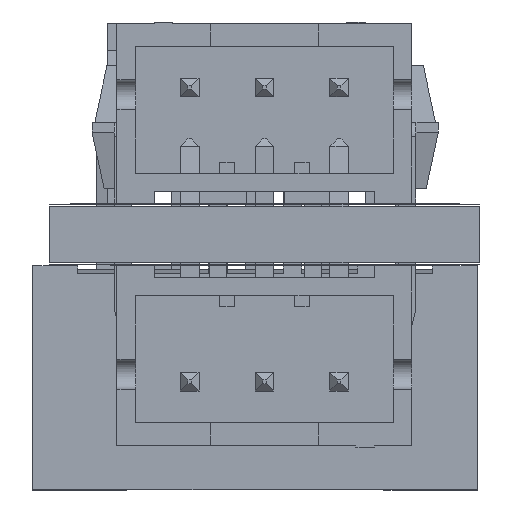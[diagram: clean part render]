
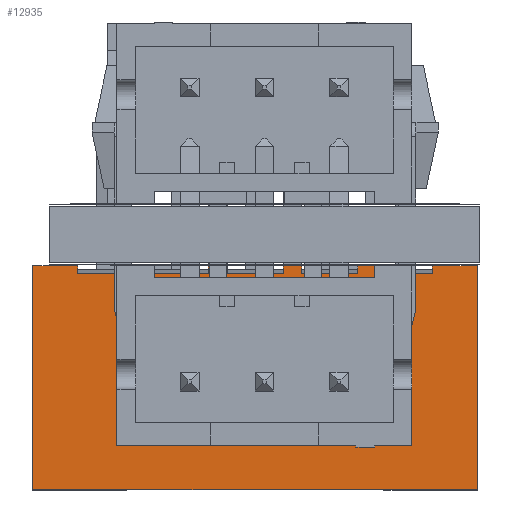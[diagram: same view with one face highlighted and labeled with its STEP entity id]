
A CAD part, front view. The second image highlights one B-rep face of the part: STEP entity #12935.
In plain terms, the highlighted planar face has unit normal (0, -1, 0).
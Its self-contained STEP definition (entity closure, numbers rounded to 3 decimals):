
#12836 = VERTEX_POINT('',#12837);
#12837 = CARTESIAN_POINT('',(9.95,-2.8,0.));
#12854 = VERTEX_POINT('',#12855);
#12855 = CARTESIAN_POINT('',(8.75,-2.8,0.));
#12861 = EDGE_CURVE('',#12854,#12836,#12862,.T.);
#12862 = LINE('',#12863,#12864);
#12863 = CARTESIAN_POINT('',(-1.95,-2.8,0.));
#12864 = VECTOR('',#12865,1.);
#12865 = DIRECTION('',(1.,0.,0.));
#12876 = EDGE_CURVE('',#12836,#12877,#12879,.T.);
#12877 = VERTEX_POINT('',#12878);
#12878 = CARTESIAN_POINT('',(9.95,-2.8,6.));
#12879 = LINE('',#12880,#12881);
#12880 = CARTESIAN_POINT('',(9.95,-2.8,0.));
#12881 = VECTOR('',#12882,1.);
#12882 = DIRECTION('',(0.,0.,1.));
#12935 = ADVANCED_FACE('',(#12936),#13114,.F.);
#12936 = FACE_BOUND('',#12937,.F.);
#12937 = EDGE_LOOP('',(#12938,#12948,#12956,#12962,#12963,#12964,#12972,
    #12980,#12988,#12996,#13004,#13012,#13020,#13028,#13036,#13044,
    #13052,#13060,#13068,#13076,#13084,#13092,#13100,#13108));
#12938 = ORIENTED_EDGE('',*,*,#12939,.F.);
#12939 = EDGE_CURVE('',#12940,#12942,#12944,.T.);
#12940 = VERTEX_POINT('',#12941);
#12941 = CARTESIAN_POINT('',(-1.95,-2.8,0.));
#12942 = VERTEX_POINT('',#12943);
#12943 = CARTESIAN_POINT('',(-0.75,-2.8,0.));
#12944 = LINE('',#12945,#12946);
#12945 = CARTESIAN_POINT('',(-1.95,-2.8,0.));
#12946 = VECTOR('',#12947,1.);
#12947 = DIRECTION('',(1.,0.,0.));
#12948 = ORIENTED_EDGE('',*,*,#12949,.T.);
#12949 = EDGE_CURVE('',#12940,#12950,#12952,.T.);
#12950 = VERTEX_POINT('',#12951);
#12951 = CARTESIAN_POINT('',(-1.95,-2.8,6.));
#12952 = LINE('',#12953,#12954);
#12953 = CARTESIAN_POINT('',(-1.95,-2.8,0.));
#12954 = VECTOR('',#12955,1.);
#12955 = DIRECTION('',(0.,0.,1.));
#12956 = ORIENTED_EDGE('',*,*,#12957,.T.);
#12957 = EDGE_CURVE('',#12950,#12877,#12958,.T.);
#12958 = LINE('',#12959,#12960);
#12959 = CARTESIAN_POINT('',(-1.95,-2.8,6.));
#12960 = VECTOR('',#12961,1.);
#12961 = DIRECTION('',(1.,0.,0.));
#12962 = ORIENTED_EDGE('',*,*,#12876,.F.);
#12963 = ORIENTED_EDGE('',*,*,#12861,.F.);
#12964 = ORIENTED_EDGE('',*,*,#12965,.F.);
#12965 = EDGE_CURVE('',#12966,#12854,#12968,.T.);
#12966 = VERTEX_POINT('',#12967);
#12967 = CARTESIAN_POINT('',(8.75,-2.8,0.2));
#12968 = LINE('',#12969,#12970);
#12969 = CARTESIAN_POINT('',(8.75,-2.8,0.2));
#12970 = VECTOR('',#12971,1.);
#12971 = DIRECTION('',(-0.,0.,-1.));
#12972 = ORIENTED_EDGE('',*,*,#12973,.T.);
#12973 = EDGE_CURVE('',#12966,#12974,#12976,.T.);
#12974 = VERTEX_POINT('',#12975);
#12975 = CARTESIAN_POINT('',(7.25,-2.8,0.2));
#12976 = LINE('',#12977,#12978);
#12977 = CARTESIAN_POINT('',(8.75,-2.8,0.2));
#12978 = VECTOR('',#12979,1.);
#12979 = DIRECTION('',(-1.,0.,0.));
#12980 = ORIENTED_EDGE('',*,*,#12981,.T.);
#12981 = EDGE_CURVE('',#12974,#12982,#12984,.T.);
#12982 = VERTEX_POINT('',#12983);
#12983 = CARTESIAN_POINT('',(7.25,-2.8,0.));
#12984 = LINE('',#12985,#12986);
#12985 = CARTESIAN_POINT('',(7.25,-2.8,0.2));
#12986 = VECTOR('',#12987,1.);
#12987 = DIRECTION('',(-0.,0.,-1.));
#12988 = ORIENTED_EDGE('',*,*,#12989,.F.);
#12989 = EDGE_CURVE('',#12990,#12982,#12992,.T.);
#12990 = VERTEX_POINT('',#12991);
#12991 = CARTESIAN_POINT('',(6.75,-2.8,0.));
#12992 = LINE('',#12993,#12994);
#12993 = CARTESIAN_POINT('',(-1.95,-2.8,0.));
#12994 = VECTOR('',#12995,1.);
#12995 = DIRECTION('',(1.,0.,0.));
#12996 = ORIENTED_EDGE('',*,*,#12997,.F.);
#12997 = EDGE_CURVE('',#12998,#12990,#13000,.T.);
#12998 = VERTEX_POINT('',#12999);
#12999 = CARTESIAN_POINT('',(6.75,-2.8,0.2));
#13000 = LINE('',#13001,#13002);
#13001 = CARTESIAN_POINT('',(6.75,-2.8,0.2));
#13002 = VECTOR('',#13003,1.);
#13003 = DIRECTION('',(-0.,0.,-1.));
#13004 = ORIENTED_EDGE('',*,*,#13005,.T.);
#13005 = EDGE_CURVE('',#12998,#13006,#13008,.T.);
#13006 = VERTEX_POINT('',#13007);
#13007 = CARTESIAN_POINT('',(5.25,-2.8,0.2));
#13008 = LINE('',#13009,#13010);
#13009 = CARTESIAN_POINT('',(6.75,-2.8,0.2));
#13010 = VECTOR('',#13011,1.);
#13011 = DIRECTION('',(-1.,0.,0.));
#13012 = ORIENTED_EDGE('',*,*,#13013,.T.);
#13013 = EDGE_CURVE('',#13006,#13014,#13016,.T.);
#13014 = VERTEX_POINT('',#13015);
#13015 = CARTESIAN_POINT('',(5.25,-2.8,0.));
#13016 = LINE('',#13017,#13018);
#13017 = CARTESIAN_POINT('',(5.25,-2.8,0.2));
#13018 = VECTOR('',#13019,1.);
#13019 = DIRECTION('',(-0.,0.,-1.));
#13020 = ORIENTED_EDGE('',*,*,#13021,.F.);
#13021 = EDGE_CURVE('',#13022,#13014,#13024,.T.);
#13022 = VERTEX_POINT('',#13023);
#13023 = CARTESIAN_POINT('',(4.75,-2.8,0.));
#13024 = LINE('',#13025,#13026);
#13025 = CARTESIAN_POINT('',(-1.95,-2.8,0.));
#13026 = VECTOR('',#13027,1.);
#13027 = DIRECTION('',(1.,0.,0.));
#13028 = ORIENTED_EDGE('',*,*,#13029,.F.);
#13029 = EDGE_CURVE('',#13030,#13022,#13032,.T.);
#13030 = VERTEX_POINT('',#13031);
#13031 = CARTESIAN_POINT('',(4.75,-2.8,0.2));
#13032 = LINE('',#13033,#13034);
#13033 = CARTESIAN_POINT('',(4.75,-2.8,0.2));
#13034 = VECTOR('',#13035,1.);
#13035 = DIRECTION('',(-0.,0.,-1.));
#13036 = ORIENTED_EDGE('',*,*,#13037,.T.);
#13037 = EDGE_CURVE('',#13030,#13038,#13040,.T.);
#13038 = VERTEX_POINT('',#13039);
#13039 = CARTESIAN_POINT('',(3.25,-2.8,0.2));
#13040 = LINE('',#13041,#13042);
#13041 = CARTESIAN_POINT('',(4.75,-2.8,0.2));
#13042 = VECTOR('',#13043,1.);
#13043 = DIRECTION('',(-1.,0.,0.));
#13044 = ORIENTED_EDGE('',*,*,#13045,.T.);
#13045 = EDGE_CURVE('',#13038,#13046,#13048,.T.);
#13046 = VERTEX_POINT('',#13047);
#13047 = CARTESIAN_POINT('',(3.25,-2.8,0.));
#13048 = LINE('',#13049,#13050);
#13049 = CARTESIAN_POINT('',(3.25,-2.8,0.2));
#13050 = VECTOR('',#13051,1.);
#13051 = DIRECTION('',(-0.,0.,-1.));
#13052 = ORIENTED_EDGE('',*,*,#13053,.F.);
#13053 = EDGE_CURVE('',#13054,#13046,#13056,.T.);
#13054 = VERTEX_POINT('',#13055);
#13055 = CARTESIAN_POINT('',(2.75,-2.8,0.));
#13056 = LINE('',#13057,#13058);
#13057 = CARTESIAN_POINT('',(-1.95,-2.8,0.));
#13058 = VECTOR('',#13059,1.);
#13059 = DIRECTION('',(1.,0.,0.));
#13060 = ORIENTED_EDGE('',*,*,#13061,.F.);
#13061 = EDGE_CURVE('',#13062,#13054,#13064,.T.);
#13062 = VERTEX_POINT('',#13063);
#13063 = CARTESIAN_POINT('',(2.75,-2.8,0.2));
#13064 = LINE('',#13065,#13066);
#13065 = CARTESIAN_POINT('',(2.75,-2.8,0.2));
#13066 = VECTOR('',#13067,1.);
#13067 = DIRECTION('',(-0.,0.,-1.));
#13068 = ORIENTED_EDGE('',*,*,#13069,.T.);
#13069 = EDGE_CURVE('',#13062,#13070,#13072,.T.);
#13070 = VERTEX_POINT('',#13071);
#13071 = CARTESIAN_POINT('',(1.25,-2.8,0.2));
#13072 = LINE('',#13073,#13074);
#13073 = CARTESIAN_POINT('',(2.75,-2.8,0.2));
#13074 = VECTOR('',#13075,1.);
#13075 = DIRECTION('',(-1.,0.,0.));
#13076 = ORIENTED_EDGE('',*,*,#13077,.T.);
#13077 = EDGE_CURVE('',#13070,#13078,#13080,.T.);
#13078 = VERTEX_POINT('',#13079);
#13079 = CARTESIAN_POINT('',(1.25,-2.8,0.));
#13080 = LINE('',#13081,#13082);
#13081 = CARTESIAN_POINT('',(1.25,-2.8,0.2));
#13082 = VECTOR('',#13083,1.);
#13083 = DIRECTION('',(-0.,0.,-1.));
#13084 = ORIENTED_EDGE('',*,*,#13085,.F.);
#13085 = EDGE_CURVE('',#13086,#13078,#13088,.T.);
#13086 = VERTEX_POINT('',#13087);
#13087 = CARTESIAN_POINT('',(0.75,-2.8,0.));
#13088 = LINE('',#13089,#13090);
#13089 = CARTESIAN_POINT('',(-1.95,-2.8,0.));
#13090 = VECTOR('',#13091,1.);
#13091 = DIRECTION('',(1.,0.,0.));
#13092 = ORIENTED_EDGE('',*,*,#13093,.F.);
#13093 = EDGE_CURVE('',#13094,#13086,#13096,.T.);
#13094 = VERTEX_POINT('',#13095);
#13095 = CARTESIAN_POINT('',(0.75,-2.8,0.2));
#13096 = LINE('',#13097,#13098);
#13097 = CARTESIAN_POINT('',(0.75,-2.8,0.2));
#13098 = VECTOR('',#13099,1.);
#13099 = DIRECTION('',(-0.,0.,-1.));
#13100 = ORIENTED_EDGE('',*,*,#13101,.T.);
#13101 = EDGE_CURVE('',#13094,#13102,#13104,.T.);
#13102 = VERTEX_POINT('',#13103);
#13103 = CARTESIAN_POINT('',(-0.75,-2.8,0.2));
#13104 = LINE('',#13105,#13106);
#13105 = CARTESIAN_POINT('',(0.75,-2.8,0.2));
#13106 = VECTOR('',#13107,1.);
#13107 = DIRECTION('',(-1.,0.,0.));
#13108 = ORIENTED_EDGE('',*,*,#13109,.T.);
#13109 = EDGE_CURVE('',#13102,#12942,#13110,.T.);
#13110 = LINE('',#13111,#13112);
#13111 = CARTESIAN_POINT('',(-0.75,-2.8,0.2));
#13112 = VECTOR('',#13113,1.);
#13113 = DIRECTION('',(-0.,0.,-1.));
#13114 = PLANE('',#13115);
#13115 = AXIS2_PLACEMENT_3D('',#13116,#13117,#13118);
#13116 = CARTESIAN_POINT('',(-1.95,-2.8,0.));
#13117 = DIRECTION('',(0.,1.,0.));
#13118 = DIRECTION('',(1.,0.,0.));
